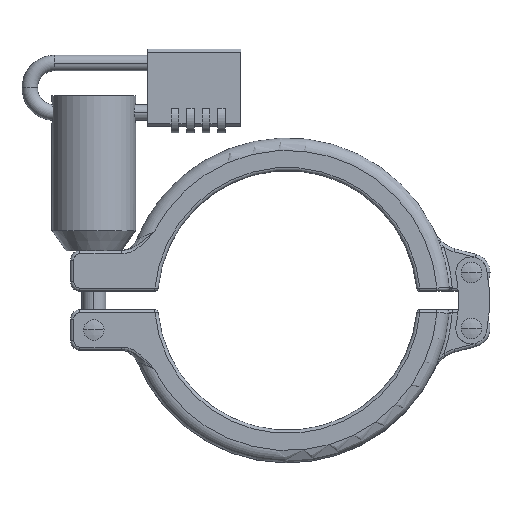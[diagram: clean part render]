
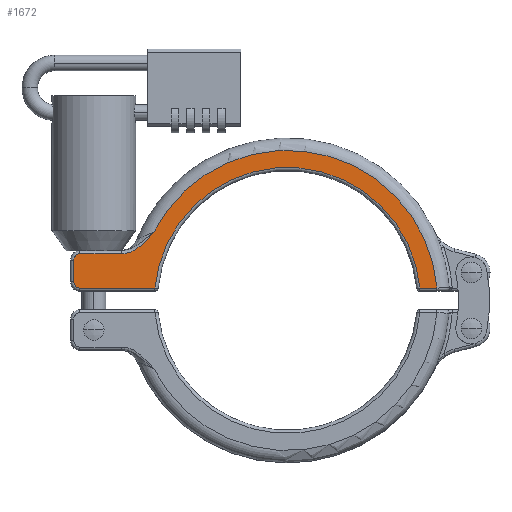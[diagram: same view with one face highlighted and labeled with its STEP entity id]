
A CAD part, top view. The second image highlights one B-rep face of the part: STEP entity #1672.
In plain terms, the highlighted planar face has unit normal (0, 0, 1).
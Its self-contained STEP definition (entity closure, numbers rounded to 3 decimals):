
#67 = CARTESIAN_POINT ( 'NONE',  ( -50.616, 15.541, 8.5 ) ) ;
#150 = CARTESIAN_POINT ( 'NONE',  ( -48.453, 16.663, 8.5 ) ) ;
#165 = DIRECTION ( 'NONE',  ( 0., 0., 1. ) ) ;
#207 = VECTOR ( 'NONE', #2373, 1000. ) ;
#221 = EDGE_CURVE ( 'NONE', #13533, #8719, #7936, .T. ) ;
#266 = DIRECTION ( 'NONE',  ( 0., 0., -1. ) ) ;
#294 = EDGE_CURVE ( 'NONE', #11893, #13533, #11975, .T. ) ;
#320 = CIRCLE ( 'NONE', #10200, 2. ) ;
#390 = CARTESIAN_POINT ( 'NONE',  ( -66.85, 6., 8.5 ) ) ;
#409 = VERTEX_POINT ( 'NONE', #3924 ) ;
#609 = CARTESIAN_POINT ( 'NONE',  ( 0., 0., 8.5 ) ) ;
#894 = VECTOR ( 'NONE', #8360, 1000. ) ;
#1045 = CIRCLE ( 'NONE', #5844, 2. ) ;
#1227 = CARTESIAN_POINT ( 'NONE',  ( -46.733, 18.009, 8.5 ) ) ;
#1296 = CARTESIAN_POINT ( 'NONE',  ( -51.397, 15.288, 8.5 ) ) ;
#1480 = DIRECTION ( 'NONE',  ( 1., 0., 0. ) ) ;
#1529 = PLANE ( 'NONE',  #8517 ) ;
#1672 = ADVANCED_FACE ( 'NONE', ( #10638 ), #1529, .T. ) ;
#1784 = CARTESIAN_POINT ( 'NONE',  ( -68.85, 6., 8.5 ) ) ;
#2363 = CARTESIAN_POINT ( 'NONE',  ( -44.492, 20.37, 8.5 ) ) ;
#2373 = DIRECTION ( 'NONE',  ( 1., 0., 0. ) ) ;
#2430 = CARTESIAN_POINT ( 'NONE',  ( -49.858, 15.85, 8.5 ) ) ;
#3464 = CARTESIAN_POINT ( 'NONE',  ( -41.742, 4., 8.5 ) ) ;
#3473 = EDGE_CURVE ( 'NONE', #3812, #409, #5178, .T. ) ;
#3476 = CARTESIAN_POINT ( 'NONE',  ( -43.055, 22., 8.5 ) ) ;
#3554 = CARTESIAN_POINT ( 'NONE',  ( -49.377, 16.098, 8.5 ) ) ;
#3734 = AXIS2_PLACEMENT_3D ( 'NONE', #6140, #266, #11726 ) ;
#3812 = VERTEX_POINT ( 'NONE', #6204 ) ;
#3848 = EDGE_CURVE ( 'NONE', #10807, #11714, #1045, .T. ) ;
#3924 = CARTESIAN_POINT ( 'NONE',  ( 42.663, 4., 8.5 ) ) ;
#4108 = ORIENTED_EDGE ( 'NONE', *, *, #3473, .T. ) ;
#4433 = ORIENTED_EDGE ( 'NONE', *, *, #6207, .T. ) ;
#4480 = ORIENTED_EDGE ( 'NONE', *, *, #294, .T. ) ;
#4771 = DIRECTION ( 'NONE',  ( 1., 0., 0. ) ) ;
#4835 = CARTESIAN_POINT ( 'NONE',  ( -51.66, 15.221, 8.5 ) ) ;
#4942 = VECTOR ( 'NONE', #4949, 1000. ) ;
#4949 = DIRECTION ( 'NONE',  ( 1., 0., 0. ) ) ;
#5018 = CARTESIAN_POINT ( 'NONE',  ( -53.546, 15., 8.5 ) ) ;
#5178 = CIRCLE ( 'NONE', #3734, 42.85 ) ;
#5713 = EDGE_LOOP ( 'NONE', ( #4480, #13886, #9632, #10941, #8925, #9625, #9767, #4108, #4433 ) ) ;
#5766 = VERTEX_POINT ( 'NONE', #12469 ) ;
#5844 = AXIS2_PLACEMENT_3D ( 'NONE', #390, #165, #4771 ) ;
#6140 = CARTESIAN_POINT ( 'NONE',  ( 0., 0., 8.5 ) ) ;
#6204 = CARTESIAN_POINT ( 'NONE',  ( -42.663, 4., 8.5 ) ) ;
#6207 = EDGE_CURVE ( 'NONE', #409, #11893, #12692, .T. ) ;
#6255 = CARTESIAN_POINT ( 'NONE',  ( -66.85, 4., 8.5 ) ) ;
#6952 = CARTESIAN_POINT ( 'NONE',  ( -45.968, 18.779, 8.5 ) ) ;
#7208 = DIRECTION ( 'NONE',  ( 0., 0., 1. ) ) ;
#7386 = DIRECTION ( 'NONE',  ( -1., 0., 0. ) ) ;
#7936 = B_SPLINE_CURVE_WITH_KNOTS ( 'NONE', 3,
 ( #3476, #12678, #2363, #6952, #1227, #13889, #150, #3554, #2430, #67, #11614, #1296, #4835, #9367, #9437, #12829 ),
 .UNSPECIFIED., .F., .F.,
 ( 4, 2, 2, 2, 2, 2, 2, 4 ),
 ( 0., 0.003, 0.006, 0.008, 0.01, 0.011, 0.011, 0.013 ),
 .UNSPECIFIED. ) ;
#8130 = AXIS2_PLACEMENT_3D ( 'NONE', #609, #12139, #13285 ) ;
#8360 = DIRECTION ( 'NONE',  ( 0., -1., 0. ) ) ;
#8470 = DIRECTION ( 'NONE',  ( 0., 0., 1. ) ) ;
#8517 = AXIS2_PLACEMENT_3D ( 'NONE', #11711, #8470, #9669 ) ;
#8569 = CARTESIAN_POINT ( 'NONE',  ( 48.184, 4., 8.5 ) ) ;
#8671 = CARTESIAN_POINT ( 'NONE',  ( -66.85, 15., 8.5 ) ) ;
#8700 = EDGE_CURVE ( 'NONE', #5766, #13727, #320, .T. ) ;
#8719 = VERTEX_POINT ( 'NONE', #5018 ) ;
#8925 = ORIENTED_EDGE ( 'NONE', *, *, #9373, .T. ) ;
#9055 = EDGE_CURVE ( 'NONE', #8719, #5766, #12981, .T. ) ;
#9085 = CARTESIAN_POINT ( 'NONE',  ( 48.257, 4., 8.5 ) ) ;
#9367 = CARTESIAN_POINT ( 'NONE',  ( -52.456, 15.058, 8.5 ) ) ;
#9373 = EDGE_CURVE ( 'NONE', #13727, #10807, #14012, .T. ) ;
#9437 = CARTESIAN_POINT ( 'NONE',  ( -52.996, 15., 8.5 ) ) ;
#9623 = CARTESIAN_POINT ( 'NONE',  ( -66.85, 13., 8.5 ) ) ;
#9625 = ORIENTED_EDGE ( 'NONE', *, *, #3848, .T. ) ;
#9632 = ORIENTED_EDGE ( 'NONE', *, *, #9055, .T. ) ;
#9669 = DIRECTION ( 'NONE',  ( 1., 0., 0. ) ) ;
#9767 = ORIENTED_EDGE ( 'NONE', *, *, #12712, .T. ) ;
#10200 = AXIS2_PLACEMENT_3D ( 'NONE', #9623, #7208, #1480 ) ;
#10238 = CARTESIAN_POINT ( 'NONE',  ( -68.85, 13., 8.5 ) ) ;
#10638 = FACE_OUTER_BOUND ( 'NONE', #5713, .T. ) ;
#10807 = VERTEX_POINT ( 'NONE', #1784 ) ;
#10941 = ORIENTED_EDGE ( 'NONE', *, *, #8700, .T. ) ;
#11614 = CARTESIAN_POINT ( 'NONE',  ( -50.876, 15.448, 8.5 ) ) ;
#11711 = CARTESIAN_POINT ( 'NONE',  ( 0., 0., 8.5 ) ) ;
#11714 = VERTEX_POINT ( 'NONE', #6255 ) ;
#11726 = DIRECTION ( 'NONE',  ( 1., 0., 0. ) ) ;
#11893 = VERTEX_POINT ( 'NONE', #8569 ) ;
#11960 = CARTESIAN_POINT ( 'NONE',  ( -68.85, 6., 8.5 ) ) ;
#11975 = CIRCLE ( 'NONE', #8130, 48.35 ) ;
#12139 = DIRECTION ( 'NONE',  ( 0., 0., 1. ) ) ;
#12469 = CARTESIAN_POINT ( 'NONE',  ( -66.85, 15., 8.5 ) ) ;
#12678 = CARTESIAN_POINT ( 'NONE',  ( -43.779, 21.192, 8.5 ) ) ;
#12692 = LINE ( 'NONE', #9085, #207 ) ;
#12712 = EDGE_CURVE ( 'NONE', #11714, #3812, #13799, .T. ) ;
#12829 = CARTESIAN_POINT ( 'NONE',  ( -53.546, 15., 8.5 ) ) ;
#12981 = LINE ( 'NONE', #8671, #13580 ) ;
#13285 = DIRECTION ( 'NONE',  ( 1., 0., 0. ) ) ;
#13533 = VERTEX_POINT ( 'NONE', #13729 ) ;
#13580 = VECTOR ( 'NONE', #7386, 1000. ) ;
#13727 = VERTEX_POINT ( 'NONE', #10238 ) ;
#13729 = CARTESIAN_POINT ( 'NONE',  ( -43.055, 22., 8.5 ) ) ;
#13799 = LINE ( 'NONE', #3464, #4942 ) ;
#13886 = ORIENTED_EDGE ( 'NONE', *, *, #221, .T. ) ;
#13889 = CARTESIAN_POINT ( 'NONE',  ( -48.01, 16.98, 8.5 ) ) ;
#14012 = LINE ( 'NONE', #11960, #894 ) ;
